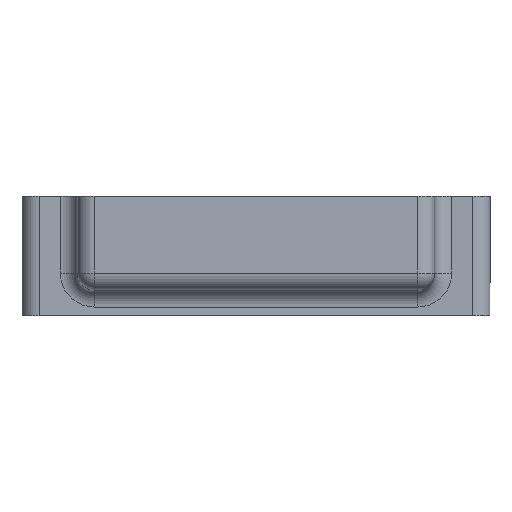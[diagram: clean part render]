
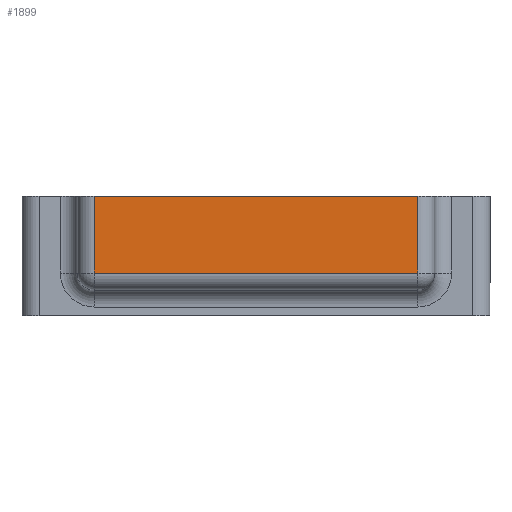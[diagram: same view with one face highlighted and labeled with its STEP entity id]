
A CAD part, left-side view. The second image highlights one B-rep face of the part: STEP entity #1899.
In plain terms, the highlighted planar face has unit normal (-1, 0, 0).
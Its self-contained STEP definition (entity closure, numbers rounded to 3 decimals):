
#1 = ORIENTED_EDGE ( 'NONE', *, *, #1483, .F. ) ;
#110 = DIRECTION ( 'NONE',  ( 0., -1., 0. ) ) ;
#181 = ORIENTED_EDGE ( 'NONE', *, *, #1565, .T. ) ;
#234 = CARTESIAN_POINT ( 'NONE',  ( 0., 8.5, 11. ) ) ;
#355 = LINE ( 'NONE', #1975, #360 ) ;
#360 = VECTOR ( 'NONE', #691, 1000. ) ;
#364 = CARTESIAN_POINT ( 'NONE',  ( 0., 55., 11. ) ) ;
#368 = EDGE_LOOP ( 'NONE', ( #1, #680, #181, #1458 ) ) ;
#497 = AXIS2_PLACEMENT_3D ( 'NONE', #364, #1987, #1170 ) ;
#519 = VERTEX_POINT ( 'NONE', #814 ) ;
#563 = VECTOR ( 'NONE', #110, 1000. ) ;
#679 = LINE ( 'NONE', #1641, #1066 ) ;
#680 = ORIENTED_EDGE ( 'NONE', *, *, #2049, .T. ) ;
#691 = DIRECTION ( 'NONE',  ( 0., 0., 1. ) ) ;
#814 = CARTESIAN_POINT ( 'NONE',  ( 0., 46.5, 2. ) ) ;
#852 = PLANE ( 'NONE',  #497 ) ;
#882 = FACE_OUTER_BOUND ( 'NONE', #368, .T. ) ;
#914 = CARTESIAN_POINT ( 'NONE',  ( 0., 46.5, 0. ) ) ;
#1066 = VECTOR ( 'NONE', #1479, 1000. ) ;
#1077 = VERTEX_POINT ( 'NONE', #1152 ) ;
#1090 = CARTESIAN_POINT ( 'NONE',  ( 0., 55., 11. ) ) ;
#1152 = CARTESIAN_POINT ( 'NONE',  ( 0., 46.5, 11. ) ) ;
#1170 = DIRECTION ( 'NONE',  ( 0., 0., -1. ) ) ;
#1286 = DIRECTION ( 'NONE',  ( 0., 0., -1. ) ) ;
#1324 = VERTEX_POINT ( 'NONE', #234 ) ;
#1458 = ORIENTED_EDGE ( 'NONE', *, *, #1508, .T. ) ;
#1479 = DIRECTION ( 'NONE',  ( 0., -1., 0. ) ) ;
#1483 = EDGE_CURVE ( 'NONE', #1077, #1324, #2056, .T. ) ;
#1500 = LINE ( 'NONE', #914, #1562 ) ;
#1508 = EDGE_CURVE ( 'NONE', #1877, #1324, #355, .T. ) ;
#1562 = VECTOR ( 'NONE', #1286, 1000. ) ;
#1565 = EDGE_CURVE ( 'NONE', #519, #1877, #679, .T. ) ;
#1619 = CARTESIAN_POINT ( 'NONE',  ( 0., 8.5, 2. ) ) ;
#1641 = CARTESIAN_POINT ( 'NONE',  ( 0., 55., 2. ) ) ;
#1877 = VERTEX_POINT ( 'NONE', #1619 ) ;
#1899 = ADVANCED_FACE ( 'NONE', ( #882 ), #852, .F. ) ;
#1975 = CARTESIAN_POINT ( 'NONE',  ( 0., 8.5, 11. ) ) ;
#1987 = DIRECTION ( 'NONE',  ( 1., 0., 0. ) ) ;
#2049 = EDGE_CURVE ( 'NONE', #1077, #519, #1500, .T. ) ;
#2056 = LINE ( 'NONE', #1090, #563 ) ;
